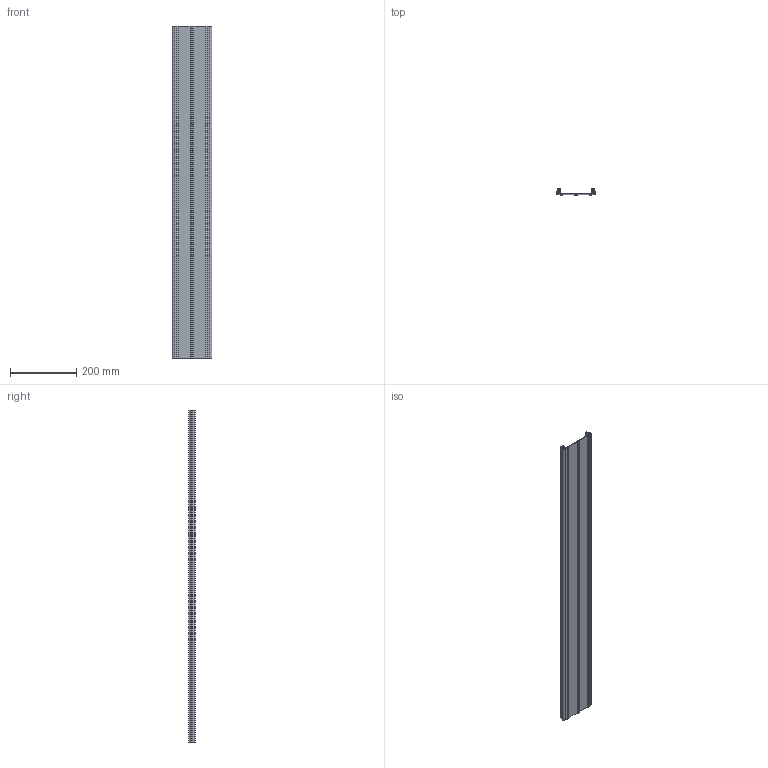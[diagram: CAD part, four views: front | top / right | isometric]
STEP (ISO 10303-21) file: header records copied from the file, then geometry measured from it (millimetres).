
FILE_DESCRIPTION (( 'STEP AP203' ), '1' );
FILE_NAME ('KART YUVASI SERISI - 100 MM PROFIL - PROFIL 1 MT.STEP', '2019-04-15T11:52:18', ( 'user' ), ( '' ), 'SwSTEP 2.0', 'SolidWorks 2016', '' );
FILE_SCHEMA (( 'CONFIG_CONTROL_DESIGN' ));
Length unit declared in the file: millimetre
Products named in the file (1): KART YUVASI SERISI - 100 MM PROFIL - PROFIL 1 MT
Bounding box: 119.8 x 20.1 x 1000 mm (x, y, z)
Volume: 445876.6 mm3; surface area: 462492.3 mm2
Topology: 1 solids, 1 shells, 160 faces, 474 edges, 316 vertices
Faces by surface type: plane 89, cylinder 71
Entity records: 5465 total; most frequent: CARTESIAN_POINT 951, ORIENTED_EDGE 948, DIRECTION 938, EDGE_CURVE 474, LINE 332, VECTOR 332, VERTEX_POINT 316, AXIS2_PLACEMENT_3D 303
